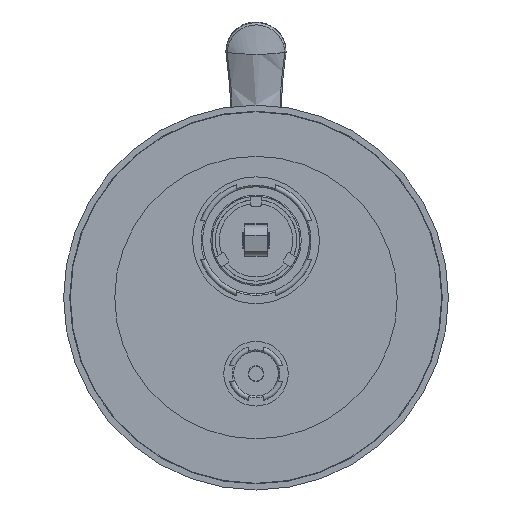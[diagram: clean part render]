
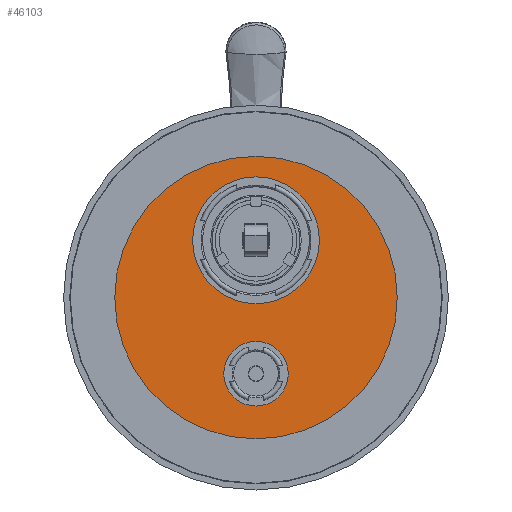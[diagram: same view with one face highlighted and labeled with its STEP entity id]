
A CAD part, front view. The second image highlights one B-rep face of the part: STEP entity #46103.
In plain terms, the highlighted planar face has unit normal (0, -1, 0).
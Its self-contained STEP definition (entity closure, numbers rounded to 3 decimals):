
#44917=CARTESIAN_POINT('',(0.,57.,-0.25));
#44918=DIRECTION('',(0.,-1.,0.));
#44919=DIRECTION('',(1.,0.,0.));
#44920=AXIS2_PLACEMENT_3D('',#44917,#44918,#44919);
#44922=CARTESIAN_POINT('',(0.,57.,-0.25));
#44923=DIRECTION('',(0.,-1.,0.));
#44924=DIRECTION('',(-1.,0.,0.));
#44925=AXIS2_PLACEMENT_3D('',#44922,#44923,#44924);
#44927=CARTESIAN_POINT('',(0.,57.,25.5));
#44928=DIRECTION('',(0.,-1.,0.));
#44929=DIRECTION('',(-1.,0.,0.));
#44930=AXIS2_PLACEMENT_3D('',#44927,#44928,#44929);
#44932=CARTESIAN_POINT('',(0.,57.,25.5));
#44933=DIRECTION('',(0.,-1.,0.));
#44934=DIRECTION('',(1.,0.,0.));
#44935=AXIS2_PLACEMENT_3D('',#44932,#44933,#44934);
#44937=CARTESIAN_POINT('',(0.,57.,-34.5));
#44938=DIRECTION('',(0.,-1.,0.));
#44939=DIRECTION('',(-1.,0.,0.));
#44940=AXIS2_PLACEMENT_3D('',#44937,#44938,#44939);
#44942=CARTESIAN_POINT('',(0.,57.,-34.5));
#44943=DIRECTION('',(0.,-1.,0.));
#44944=DIRECTION('',(1.,0.,0.));
#44945=AXIS2_PLACEMENT_3D('',#44942,#44943,#44944);
#45408=CARTESIAN_POINT('',(-28.5,57.,25.5));
#45409=CARTESIAN_POINT('',(28.5,57.,25.5));
#45410=VERTEX_POINT('',#45408);
#45411=VERTEX_POINT('',#45409);
#45412=CARTESIAN_POINT('',(-14.5,57.,-34.5));
#45413=CARTESIAN_POINT('',(14.5,57.,-34.5));
#45414=VERTEX_POINT('',#45412);
#45415=VERTEX_POINT('',#45413);
#45576=CARTESIAN_POINT('',(63.5,57.,-0.25));
#45577=CARTESIAN_POINT('',(-63.5,57.,-0.25));
#45578=VERTEX_POINT('',#45576);
#45579=VERTEX_POINT('',#45577);
#46081=CARTESIAN_POINT('',(0.,57.,-0.25));
#46082=DIRECTION('',(0.,1.,0.));
#46083=DIRECTION('',(1.,0.,0.));
#46084=AXIS2_PLACEMENT_3D('',#46081,#46082,#46083);
#46085=PLANE('',#46084);
#46086=ORIENTED_EDGE('',*,*,#46064,.F.);
#46088=ORIENTED_EDGE('',*,*,#46087,.F.);
#46089=EDGE_LOOP('',(#46086,#46088));
#46090=FACE_OUTER_BOUND('',#46089,.F.);
#46092=ORIENTED_EDGE('',*,*,#46091,.T.);
#46094=ORIENTED_EDGE('',*,*,#46093,.T.);
#46095=EDGE_LOOP('',(#46092,#46094));
#46096=FACE_BOUND('',#46095,.F.);
#46098=ORIENTED_EDGE('',*,*,#46097,.T.);
#46100=ORIENTED_EDGE('',*,*,#46099,.T.);
#46101=EDGE_LOOP('',(#46098,#46100));
#46102=FACE_BOUND('',#46101,.F.);
#46103=ADVANCED_FACE('',(#46090,#46096,#46102),#46085,.F.);
#44921=CIRCLE('',#44920,63.5);
#44926=CIRCLE('',#44925,63.5);
#44931=CIRCLE('',#44930,28.5);
#44936=CIRCLE('',#44935,28.5);
#44941=CIRCLE('',#44940,14.5);
#44946=CIRCLE('',#44945,14.5);
#46064=EDGE_CURVE('',#45578,#45579,#44921,.T.);
#46087=EDGE_CURVE('',#45579,#45578,#44926,.T.);
#46091=EDGE_CURVE('',#45410,#45411,#44931,.T.);
#46093=EDGE_CURVE('',#45411,#45410,#44936,.T.);
#46097=EDGE_CURVE('',#45414,#45415,#44941,.T.);
#46099=EDGE_CURVE('',#45415,#45414,#44946,.T.);
